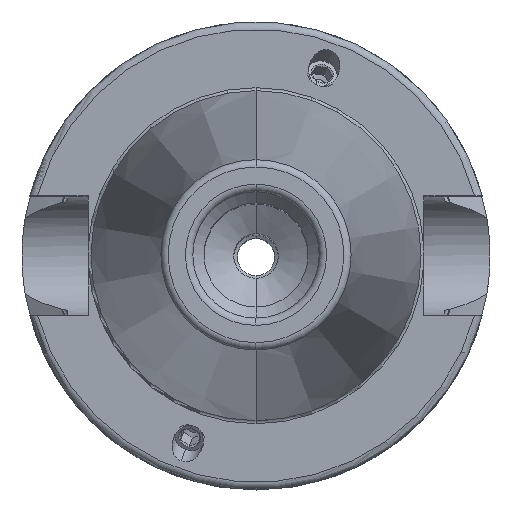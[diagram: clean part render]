
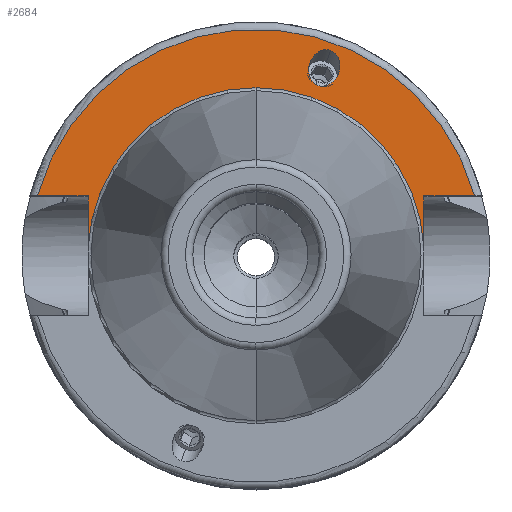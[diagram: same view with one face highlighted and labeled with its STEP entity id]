
A CAD part, top view. The second image highlights one B-rep face of the part: STEP entity #2684.
In plain terms, the highlighted planar face has unit normal (0, 0, 1).
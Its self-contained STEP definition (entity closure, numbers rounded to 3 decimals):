
#180=DIRECTION('',(0,1,0));
#181=VECTOR('',#180,6.987);
#182=CARTESIAN_POINT('',(-22.6,1.063,25));
#183=LINE('',#182,#181);
#184=DIRECTION('',(1,0,0));
#185=VECTOR('',#184,6.818);
#186=CARTESIAN_POINT('',(-29.418,8.05,25));
#187=LINE('',#186,#185);
#188=DIRECTION('',(-1,0,0));
#189=VECTOR('',#188,6.818);
#190=CARTESIAN_POINT('',(29.418,8.05,25));
#191=LINE('',#190,#189);
#192=DIRECTION('',(0,-1,0));
#193=VECTOR('',#192,6.987);
#194=CARTESIAN_POINT('',(22.6,8.05,25));
#195=LINE('',#194,#193);
#196=CARTESIAN_POINT('',(10.056,27.629,25));
#197=CARTESIAN_POINT('',(10.283,27.547,25));
#198=CARTESIAN_POINT('',(10.737,27.268,25));
#199=CARTESIAN_POINT('',(11.226,26.479,25));
#200=CARTESIAN_POINT('',(11.341,25.65,25));
#201=CARTESIAN_POINT('',(11.261,25.009,25));
#202=CARTESIAN_POINT('',(11.137,24.573,25));
#203=CARTESIAN_POINT('',(10.952,24.159,25));
#204=CARTESIAN_POINT('',(10.601,23.617,25));
#205=CARTESIAN_POINT('',(9.98,23.055,25));
#206=CARTESIAN_POINT('',(9.098,22.765,25));
#207=CARTESIAN_POINT('',(8.571,22.843,25));
#208=CARTESIAN_POINT('',(8.344,22.926,25));
#210=CARTESIAN_POINT('',(8.344,22.926,25));
#211=CARTESIAN_POINT('',(8.117,23.009,25));
#212=CARTESIAN_POINT('',(7.663,23.288,25));
#213=CARTESIAN_POINT('',(7.174,24.076,25));
#214=CARTESIAN_POINT('',(7.06,24.906,25));
#215=CARTESIAN_POINT('',(7.14,25.547,25));
#216=CARTESIAN_POINT('',(7.264,25.983,25));
#217=CARTESIAN_POINT('',(7.449,26.396,25));
#218=CARTESIAN_POINT('',(7.8,26.939,25));
#219=CARTESIAN_POINT('',(8.421,27.5,25));
#220=CARTESIAN_POINT('',(9.302,27.79,25));
#221=CARTESIAN_POINT('',(9.829,27.712,25));
#222=CARTESIAN_POINT('',(10.056,27.629,25));
#768=CARTESIAN_POINT('',(0,0,25));
#769=DIRECTION('',(0,0,1));
#770=DIRECTION('',(0.965,0.264,0));
#771=AXIS2_PLACEMENT_3D('',#768,#769,#770);
#822=CARTESIAN_POINT('',(0,0,25));
#823=DIRECTION('',(0,0,-1));
#824=DIRECTION('',(0,1,0));
#825=AXIS2_PLACEMENT_3D('',#822,#823,#824);
#833=CARTESIAN_POINT('',(0,0,25));
#834=DIRECTION('',(0,0,1));
#835=DIRECTION('',(0,1,0));
#836=AXIS2_PLACEMENT_3D('',#833,#834,#835);
#2206=CARTESIAN_POINT('',(-22.6,1.063,25));
#2207=CARTESIAN_POINT('',(-22.6,8.05,25));
#2208=VERTEX_POINT('',#2206);
#2209=VERTEX_POINT('',#2207);
#2210=CARTESIAN_POINT('',(-29.418,8.05,25));
#2211=VERTEX_POINT('',#2210);
#2212=CARTESIAN_POINT('',(22.6,8.05,25));
#2213=CARTESIAN_POINT('',(22.6,1.063,25));
#2214=VERTEX_POINT('',#2212);
#2215=VERTEX_POINT('',#2213);
#2222=CARTESIAN_POINT('',(29.418,8.05,25));
#2223=VERTEX_POINT('',#2222);
#2270=CARTESIAN_POINT('',(0,22.625,25));
#2272=VERTEX_POINT('',#2270);
#2288=VERTEX_POINT('',#196);
#2289=VERTEX_POINT('',#208);
#2657=CARTESIAN_POINT('',(0,0,25));
#2658=DIRECTION('',(0,0,-1));
#2659=DIRECTION('',(0,-1,0));
#2660=AXIS2_PLACEMENT_3D('',#2657,#2658,#2659);
#2661=PLANE('',#2660);
#2663=ORIENTED_EDGE('',*,*,#2662,.T.);
#2665=ORIENTED_EDGE('',*,*,#2664,.F.);
#2667=ORIENTED_EDGE('',*,*,#2666,.F.);
#2669=ORIENTED_EDGE('',*,*,#2668,.T.);
#2671=ORIENTED_EDGE('',*,*,#2670,.T.);
#2673=ORIENTED_EDGE('',*,*,#2672,.F.);
#2675=ORIENTED_EDGE('',*,*,#2674,.T.);
#2676=EDGE_LOOP('',(#2663,#2665,#2667,#2669,#2671,#2673,#2675));
#2677=FACE_OUTER_BOUND('',#2676,.F.);
#2679=ORIENTED_EDGE('',*,*,#2678,.F.);
#2681=ORIENTED_EDGE('',*,*,#2680,.F.);
#2682=EDGE_LOOP('',(#2679,#2681));
#2683=FACE_BOUND('',#2682,.F.);
#2684=ADVANCED_FACE('',(#2677,#2683),#2661,.F.);
#209=B_SPLINE_CURVE_WITH_KNOTS('',3,(#196,#197,#198,#199,#200,#201,#202,#203,
#204,#205,#206,#207,#208),.UNSPECIFIED.,.F.,.F.,(4,1,1,1,1,1,1,1,1,1,4),(0,
0.125,0.25,0.375,0.438,0.5,0.563,0.625,0.75,0.875,1),
.UNSPECIFIED.);
#223=B_SPLINE_CURVE_WITH_KNOTS('',3,(#210,#211,#212,#213,#214,#215,#216,#217,
#218,#219,#220,#221,#222),.UNSPECIFIED.,.F.,.F.,(4,1,1,1,1,1,1,1,1,1,4),(0,
0.125,0.25,0.375,0.438,0.5,0.563,0.625,0.75,0.875,1),
.UNSPECIFIED.);
#772=CIRCLE('',#771,30.5);
#826=CIRCLE('',#825,22.625);
#837=CIRCLE('',#836,22.625);
#2662=EDGE_CURVE('',#2208,#2209,#183,.T.);
#2664=EDGE_CURVE('',#2211,#2209,#187,.T.);
#2666=EDGE_CURVE('',#2223,#2211,#772,.T.);
#2668=EDGE_CURVE('',#2223,#2214,#191,.T.);
#2670=EDGE_CURVE('',#2214,#2215,#195,.T.);
#2672=EDGE_CURVE('',#2272,#2215,#826,.T.);
#2674=EDGE_CURVE('',#2272,#2208,#837,.T.);
#2678=EDGE_CURVE('',#2288,#2289,#209,.T.);
#2680=EDGE_CURVE('',#2289,#2288,#223,.T.);
